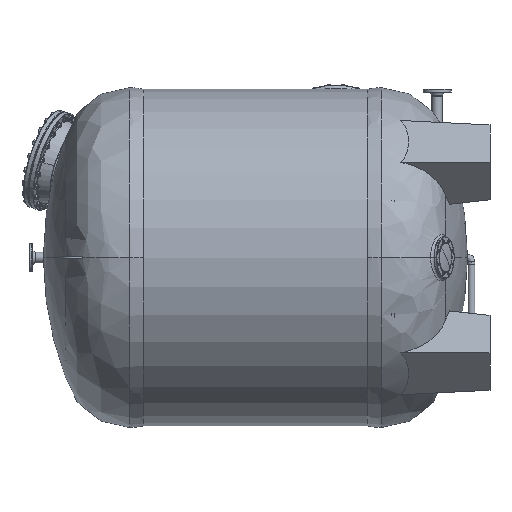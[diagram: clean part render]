
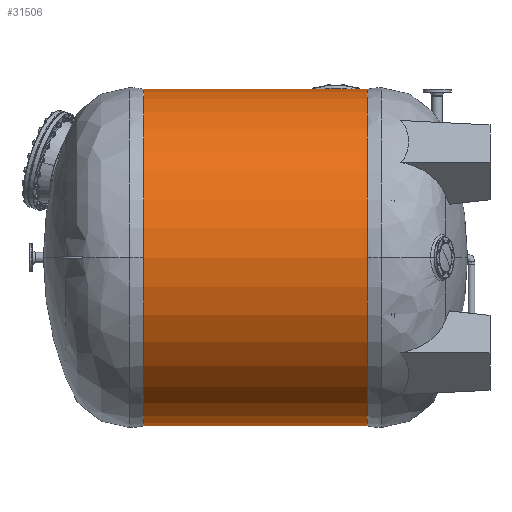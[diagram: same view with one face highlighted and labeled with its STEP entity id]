
A CAD part, left-side view. The second image highlights one B-rep face of the part: STEP entity #31506.
In plain terms, the highlighted cylindrical face has radius 1112 mm (diameter 2224 mm), a partial arc.
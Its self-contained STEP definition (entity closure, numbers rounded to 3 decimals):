
#497 = DIRECTION ( 'NONE',  ( 0., 0., 1. ) ) ;
#3848 = VECTOR ( 'NONE', #21195, 1000. ) ;
#3904 = CARTESIAN_POINT ( 'NONE',  ( 0., 644.999, 1112. ) ) ;
#5377 = DIRECTION ( 'NONE',  ( 0., 0., 1. ) ) ;
#5404 = ORIENTED_EDGE ( 'NONE', *, *, #31060, .T. ) ;
#5824 = DIRECTION ( 'NONE',  ( 0., -1., 0. ) ) ;
#5907 = DIRECTION ( 'NONE',  ( 0., 1., 0. ) ) ;
#8489 = VERTEX_POINT ( 'NONE', #30384 ) ;
#8701 = CARTESIAN_POINT ( 'NONE',  ( 0., 0., -1112. ) ) ;
#9927 = DIRECTION ( 'NONE',  ( 0., 0., 1. ) ) ;
#10186 = EDGE_CURVE ( 'NONE', #8489, #18426, #54467, .T. ) ;
#10347 = EDGE_CURVE ( 'NONE', #31569, #39753, #18654, .T. ) ;
#13321 = CIRCLE ( 'NONE', #27495, 1112. ) ;
#15294 = DIRECTION ( 'NONE',  ( 0., 1., 0. ) ) ;
#15849 = CARTESIAN_POINT ( 'NONE',  ( 0., 0., 0. ) ) ;
#16712 = AXIS2_PLACEMENT_3D ( 'NONE', #29953, #38570, #497 ) ;
#17280 = AXIS2_PLACEMENT_3D ( 'NONE', #22399, #51533, #9927 ) ;
#18426 = VERTEX_POINT ( 'NONE', #54178 ) ;
#18654 = LINE ( 'NONE', #18918, #49927 ) ;
#18776 = VERTEX_POINT ( 'NONE', #48317 ) ;
#18918 = CARTESIAN_POINT ( 'NONE',  ( 0., 0., 1112. ) ) ;
#19029 = EDGE_CURVE ( 'NONE', #8489, #18776, #39451, .T. ) ;
#19542 = AXIS2_PLACEMENT_3D ( 'NONE', #15849, #15294, #50268 ) ;
#21195 = DIRECTION ( 'NONE',  ( 0., 1., 0. ) ) ;
#22399 = CARTESIAN_POINT ( 'NONE',  ( 0., 644.999, 0. ) ) ;
#22957 = CIRCLE ( 'NONE', #16712, 1112. ) ;
#23024 = VERTEX_POINT ( 'NONE', #39176 ) ;
#23672 = EDGE_CURVE ( 'NONE', #18776, #31569, #38672, .T. ) ;
#25631 = DIRECTION ( 'NONE',  ( 0., 1., 0. ) ) ;
#26374 = DIRECTION ( 'NONE',  ( 0., 0., 1. ) ) ;
#27140 = AXIS2_PLACEMENT_3D ( 'NONE', #43397, #25631, #5377 ) ;
#27459 = ORIENTED_EDGE ( 'NONE', *, *, #10347, .T. ) ;
#27495 = AXIS2_PLACEMENT_3D ( 'NONE', #35523, #5824, #26374 ) ;
#28362 = CYLINDRICAL_SURFACE ( 'NONE', #19542, 1112. ) ;
#29240 = EDGE_CURVE ( 'NONE', #23024, #18426, #22957, .T. ) ;
#29953 = CARTESIAN_POINT ( 'NONE',  ( 0., 2121.001, 0. ) ) ;
#30384 = CARTESIAN_POINT ( 'NONE',  ( 0., 644.999, -1112. ) ) ;
#31060 = EDGE_CURVE ( 'NONE', #39753, #23024, #13321, .T. ) ;
#31506 = ADVANCED_FACE ( 'NONE', ( #49984 ), #28362, .T. ) ;
#31569 = VERTEX_POINT ( 'NONE', #3904 ) ;
#35523 = CARTESIAN_POINT ( 'NONE',  ( 0., 2121.001, 0. ) ) ;
#38570 = DIRECTION ( 'NONE',  ( 0., -1., 0. ) ) ;
#38672 = CIRCLE ( 'NONE', #27140, 1112. ) ;
#38939 = EDGE_LOOP ( 'NONE', ( #45523, #51464, #53237, #27459, #5404, #51487 ) ) ;
#39176 = CARTESIAN_POINT ( 'NONE',  ( -1112., 2121.001, 0. ) ) ;
#39451 = CIRCLE ( 'NONE', #17280, 1112. ) ;
#39753 = VERTEX_POINT ( 'NONE', #51153 ) ;
#43397 = CARTESIAN_POINT ( 'NONE',  ( 0., 644.999, 0. ) ) ;
#45523 = ORIENTED_EDGE ( 'NONE', *, *, #10186, .F. ) ;
#48317 = CARTESIAN_POINT ( 'NONE',  ( -1112., 644.999, 0. ) ) ;
#49927 = VECTOR ( 'NONE', #5907, 1000. ) ;
#49984 = FACE_OUTER_BOUND ( 'NONE', #38939, .T. ) ;
#50268 = DIRECTION ( 'NONE',  ( 0., 0., 1. ) ) ;
#51153 = CARTESIAN_POINT ( 'NONE',  ( 0., 2121.001, 1112. ) ) ;
#51464 = ORIENTED_EDGE ( 'NONE', *, *, #19029, .T. ) ;
#51487 = ORIENTED_EDGE ( 'NONE', *, *, #29240, .T. ) ;
#51533 = DIRECTION ( 'NONE',  ( 0., 1., 0. ) ) ;
#53237 = ORIENTED_EDGE ( 'NONE', *, *, #23672, .T. ) ;
#54178 = CARTESIAN_POINT ( 'NONE',  ( 0., 2121.001, -1112. ) ) ;
#54467 = LINE ( 'NONE', #8701, #3848 ) ;
